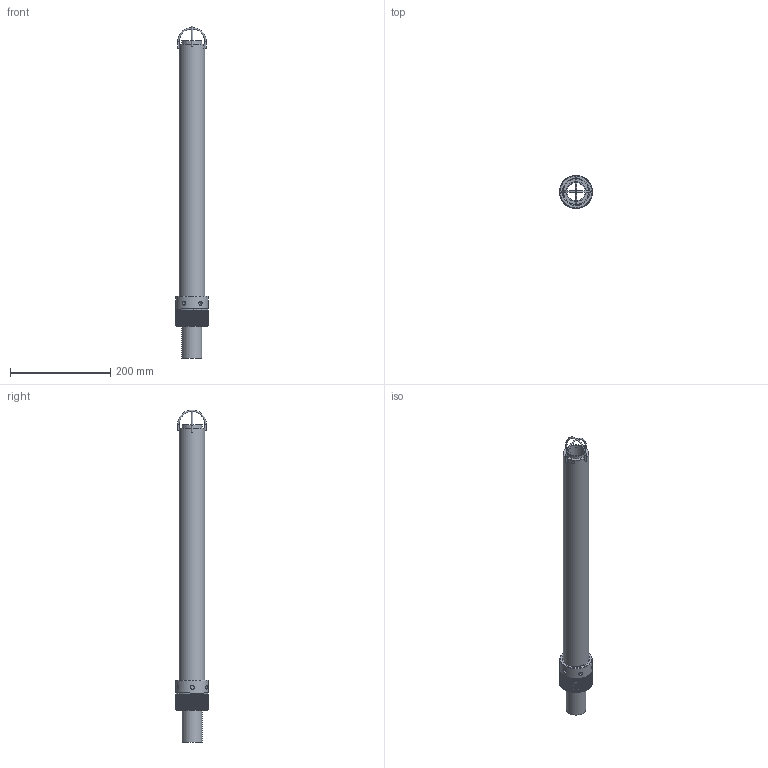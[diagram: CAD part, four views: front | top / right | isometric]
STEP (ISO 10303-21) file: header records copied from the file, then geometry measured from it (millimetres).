
FILE_DESCRIPTION(/* description */ (''),/* implementation_level */ '2;1');
FILE_NAME(/* name */ 'VARBFLUIDN40_rellenado.stp',/* time_stamp */ '2025-06-13T09:27:34+02:00',/* author */ ('Enginyeria4'),/* organization */ (''),/* preprocessor_version */ 'ST-DEVELOPER v20',/* originating_system */ 'Autodesk Inventor 2024',/* authorisation */ '');
FILE_SCHEMA (('AUTOMOTIVE_DESIGN { 1 0 10303 214 3 1 1 }'));
Length unit declared in the file: millimetre
Products named in the file (7): VARBFLUIDN40_rellenado; PCVARBF40D40X635; PCVARBF40D51X545_relleno; PCVARBFLUIDN40AF; PCVARBFLUIDN40CA; VARBFLUIDN40; arandelas
Assembly tree (7 placements, depth 2):
  VARBFLUIDN40_rellenado
    PCVARBF40D40X635
    PCVARBF40D51X545_relleno
    PCVARBFLUIDN40AF
    PCVARBFLUIDN40CA
    VARBFLUIDN40
    arandelas  x2
Bounding box: 65.8 x 65.8 x 664 mm (x, y, z)
Volume: 651777.8 mm3; surface area: 352517.9 mm2
Topology: 7 solids, 7 shells, 744 faces, 1623 edges, 895 vertices
Faces by surface type: plane 412, cylinder 316, cone 13, torus 3
Full cylindrical faces by diameter (mm): 3 x4, 4.134 x1, 8 x6, 37 x1, 39.5 x2, 40 x3, 48 x1, 50.5 x1, 51 x2, 65.8 x1
Entity records: 20906 total; most frequent: DIRECTION 4199, CARTESIAN_POINT 3834, ORIENTED_EDGE 3228, AXIS2_PLACEMENT_3D 1876, EDGE_CURVE 1614, CIRCLE 1123, VERTEX_POINT 889, EDGE_LOOP 765
